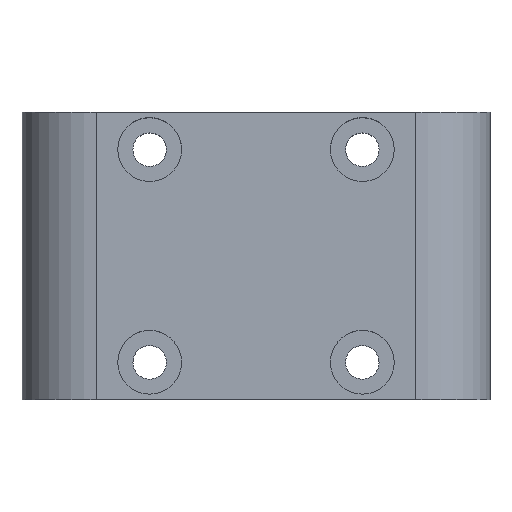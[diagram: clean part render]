
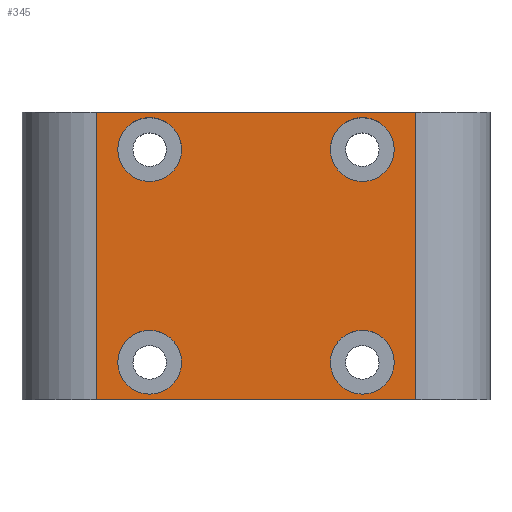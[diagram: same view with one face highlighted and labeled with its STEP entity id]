
A CAD part, top view. The second image highlights one B-rep face of the part: STEP entity #345.
In plain terms, the highlighted planar face has unit normal (0, 0, 1).
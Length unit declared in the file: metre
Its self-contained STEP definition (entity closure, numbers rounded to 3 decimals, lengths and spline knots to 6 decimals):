
#24=LINE('',#521,#38);
#29=LINE('',#541,#43);
#36=LINE('',#604,#50);
#37=LINE('',#605,#51);
#38=VECTOR('',#415,1.);
#43=VECTOR('',#430,1.);
#50=VECTOR('',#507,1.);
#51=VECTOR('',#508,1.);
#108=ORIENTED_EDGE('',*,*,#163,.F.);
#109=ORIENTED_EDGE('',*,*,#162,.F.);
#110=ORIENTED_EDGE('',*,*,#161,.F.);
#111=ORIENTED_EDGE('',*,*,#160,.F.);
#112=ORIENTED_EDGE('',*,*,#138,.T.);
#113=ORIENTED_EDGE('',*,*,#164,.T.);
#114=ORIENTED_EDGE('',*,*,#129,.F.);
#115=ORIENTED_EDGE('',*,*,#165,.T.);
#129=EDGE_CURVE('',#167,#168,#24,.T.);
#138=EDGE_CURVE('',#177,#176,#29,.T.);
#160=EDGE_CURVE('',#194,#194,#218,.T.);
#161=EDGE_CURVE('',#195,#195,#219,.T.);
#162=EDGE_CURVE('',#196,#196,#220,.T.);
#163=EDGE_CURVE('',#197,#197,#221,.T.);
#164=EDGE_CURVE('',#176,#168,#36,.F.);
#165=EDGE_CURVE('',#167,#177,#37,.T.);
#167=VERTEX_POINT('',#522);
#168=VERTEX_POINT('',#523);
#176=VERTEX_POINT('',#540);
#177=VERTEX_POINT('',#542);
#194=VERTEX_POINT('',#593);
#195=VERTEX_POINT('',#596);
#196=VERTEX_POINT('',#599);
#197=VERTEX_POINT('',#602);
#218=CIRCLE('',#397,0.003);
#219=CIRCLE('',#399,0.003);
#220=CIRCLE('',#401,0.003);
#221=CIRCLE('',#403,0.003);
#259=EDGE_LOOP('',(#108));
#260=EDGE_LOOP('',(#109));
#261=EDGE_LOOP('',(#110));
#262=EDGE_LOOP('',(#111));
#263=EDGE_LOOP('',(#112,#113,#114,#115));
#307=FACE_BOUND('',#259,.T.);
#308=FACE_BOUND('',#260,.T.);
#309=FACE_BOUND('',#261,.T.);
#310=FACE_BOUND('',#262,.T.);
#311=FACE_BOUND('',#263,.T.);
#327=PLANE('',#404);
#345=ADVANCED_FACE('',(#307,#308,#309,#310,#311),#327,.T.);
#397=AXIS2_PLACEMENT_3D('',#592,#491,#492);
#399=AXIS2_PLACEMENT_3D('',#595,#495,#496);
#401=AXIS2_PLACEMENT_3D('',#598,#499,#500);
#403=AXIS2_PLACEMENT_3D('',#601,#503,#504);
#404=AXIS2_PLACEMENT_3D('',#603,#505,#506);
#415=DIRECTION('',(-1.,0.,0.));
#430=DIRECTION('',(-1.,0.,0.));
#491=DIRECTION('',(0.,0.,1.));
#492=DIRECTION('',(1.,0.,0.));
#495=DIRECTION('',(0.,0.,1.));
#496=DIRECTION('',(1.,0.,0.));
#499=DIRECTION('',(0.,0.,1.));
#500=DIRECTION('',(1.,0.,0.));
#503=DIRECTION('',(0.,0.,1.));
#504=DIRECTION('',(1.,0.,0.));
#505=DIRECTION('',(0.,0.,1.));
#506=DIRECTION('',(1.,0.,0.));
#507=DIRECTION('',(0.,1.,0.));
#508=DIRECTION('',(0.,1.,0.));
#521=CARTESIAN_POINT('',(0.,-0.0135,0.013));
#522=CARTESIAN_POINT('',(0.015,-0.0135,0.013));
#523=CARTESIAN_POINT('',(-0.015,-0.0135,0.013));
#540=CARTESIAN_POINT('',(-0.015,0.0135,0.013));
#541=CARTESIAN_POINT('',(0.,0.0135,0.013));
#542=CARTESIAN_POINT('',(0.015,0.0135,0.013));
#592=CARTESIAN_POINT('',(0.01,0.01,0.013));
#593=CARTESIAN_POINT('',(0.013,0.01,0.013));
#595=CARTESIAN_POINT('',(0.01,-0.01,0.013));
#596=CARTESIAN_POINT('',(0.013,-0.01,0.013));
#598=CARTESIAN_POINT('',(-0.01,-0.01,0.013));
#599=CARTESIAN_POINT('',(-0.007,-0.01,0.013));
#601=CARTESIAN_POINT('',(-0.01,0.01,0.013));
#602=CARTESIAN_POINT('',(-0.007,0.01,0.013));
#603=CARTESIAN_POINT('',(0.,0.,0.013));
#604=CARTESIAN_POINT('',(-0.015,0.,0.013));
#605=CARTESIAN_POINT('',(0.015,0.0135,0.013));
